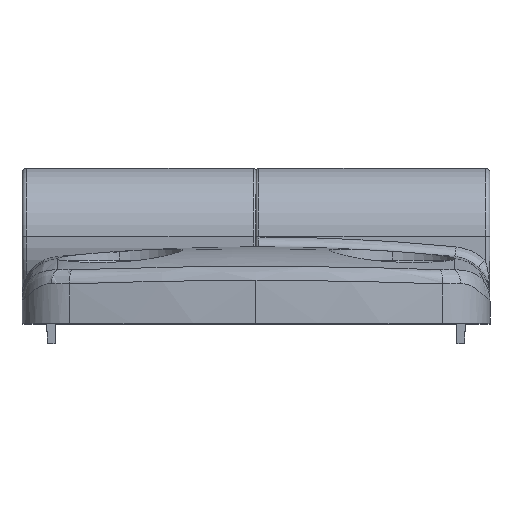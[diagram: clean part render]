
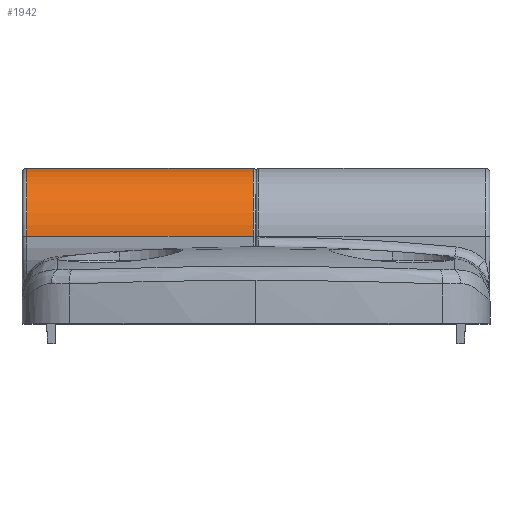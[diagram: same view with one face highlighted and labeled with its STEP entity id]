
A CAD part, top view. The second image highlights one B-rep face of the part: STEP entity #1942.
In plain terms, the highlighted cylindrical face has radius 7 mm (diameter 14 mm), a partial arc.
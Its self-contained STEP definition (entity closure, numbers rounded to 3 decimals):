
#143 = VERTEX_POINT ( 'NONE', #719 ) ;
#396 = CARTESIAN_POINT ( 'NONE',  ( 24., 8.95, 7. ) ) ;
#540 = CARTESIAN_POINT ( 'NONE',  ( -0.3, 8.95, -7. ) ) ;
#654 = CARTESIAN_POINT ( 'NONE',  ( -0.3, 8.95, 7. ) ) ;
#669 = DIRECTION ( 'NONE',  ( -1., 0., 0. ) ) ;
#719 = CARTESIAN_POINT ( 'NONE',  ( -23.5, 8.95, 7. ) ) ;
#734 = DIRECTION ( 'NONE',  ( 1., 0., 0. ) ) ;
#741 = VECTOR ( 'NONE', #2266, 1000. ) ;
#868 = AXIS2_PLACEMENT_3D ( 'NONE', #1890, #1877, #1895 ) ;
#1107 = DIRECTION ( 'NONE',  ( -1., 0., 0. ) ) ;
#1116 = CARTESIAN_POINT ( 'NONE',  ( 24., 8.95, -7. ) ) ;
#1177 = VECTOR ( 'NONE', #1107, 1000. ) ;
#1273 = CIRCLE ( 'NONE', #3123, 7. ) ;
#1877 = DIRECTION ( 'NONE',  ( -1., 0., 0. ) ) ;
#1890 = CARTESIAN_POINT ( 'NONE',  ( 24., 8.95, 0. ) ) ;
#1895 = DIRECTION ( 'NONE',  ( 0., 0., 1. ) ) ;
#1935 = ORIENTED_EDGE ( 'NONE', *, *, #2055, .T. ) ;
#1942 = ADVANCED_FACE ( 'NONE', ( #2212 ), #3150, .T. ) ;
#2055 = EDGE_CURVE ( 'NONE', #2093, #3603, #3046, .T. ) ;
#2093 = VERTEX_POINT ( 'NONE', #540 ) ;
#2210 = LINE ( 'NONE', #396, #741 ) ;
#2212 = FACE_OUTER_BOUND ( 'NONE', #3496, .T. ) ;
#2248 = CIRCLE ( 'NONE', #2570, 7. ) ;
#2266 = DIRECTION ( 'NONE',  ( -1., 0., 0. ) ) ;
#2437 = EDGE_CURVE ( 'NONE', #4015, #143, #2210, .T. ) ;
#2504 = EDGE_CURVE ( 'NONE', #3603, #143, #1273, .T. ) ;
#2548 = CARTESIAN_POINT ( 'NONE',  ( -0.3, 8.95, 0. ) ) ;
#2570 = AXIS2_PLACEMENT_3D ( 'NONE', #2548, #669, #2871 ) ;
#2620 = CARTESIAN_POINT ( 'NONE',  ( -23.5, 8.95, 0. ) ) ;
#2855 = CARTESIAN_POINT ( 'NONE',  ( -23.5, 8.95, -7. ) ) ;
#2871 = DIRECTION ( 'NONE',  ( 0., 0., -1. ) ) ;
#2938 = DIRECTION ( 'NONE',  ( 0., 0., 1. ) ) ;
#3046 = LINE ( 'NONE', #1116, #1177 ) ;
#3123 = AXIS2_PLACEMENT_3D ( 'NONE', #2620, #734, #2938 ) ;
#3142 = ORIENTED_EDGE ( 'NONE', *, *, #4026, .T. ) ;
#3150 = CYLINDRICAL_SURFACE ( 'NONE', #868, 7. ) ;
#3496 = EDGE_LOOP ( 'NONE', ( #3626, #3142, #1935, #3957 ) ) ;
#3603 = VERTEX_POINT ( 'NONE', #2855 ) ;
#3626 = ORIENTED_EDGE ( 'NONE', *, *, #2437, .F. ) ;
#3957 = ORIENTED_EDGE ( 'NONE', *, *, #2504, .T. ) ;
#4015 = VERTEX_POINT ( 'NONE', #654 ) ;
#4026 = EDGE_CURVE ( 'NONE', #4015, #2093, #2248, .T. ) ;
